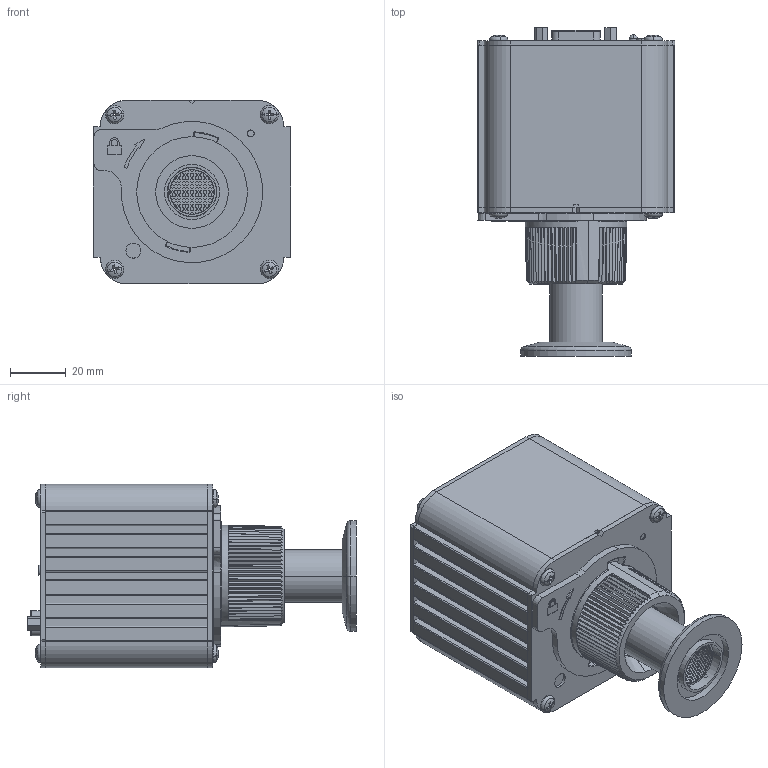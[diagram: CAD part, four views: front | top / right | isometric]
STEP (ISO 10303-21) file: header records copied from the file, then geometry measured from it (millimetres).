
FILE_DESCRIPTION (( 'STEP AP203' ), '1' );
FILE_NAME ('355410-1-YE-T.STEP', '2017-07-26T20:01:12', ( 'MKS' ), ( 'MKS' ), 'SwSTEP 2.0', 'SolidWorks 2015', '' );
FILE_SCHEMA (( 'CONFIG_CONTROL_DESIGN' ));
Length unit declared in the file: inch
Products named in the file (1): 355410-1-YE-T
Bounding box: 71.13 x 118.31 x 66.05 mm (x, y, z)
Surface area: 51863.8 mm2 (no closed solid volume)
Topology: 0 solids, 25 shells, 824 faces, 3912 edges, 3084 vertices
Faces by surface type: plane 554, cylinder 147, torus 55, cone 37, sphere 20, bspline 11
Entity records: 40381 total; most frequent: CARTESIAN_POINT 9987, DIRECTION 5786, ORIENTED_EDGE 5691, EDGE_CURVE 3874, VERTEX_POINT 3066, LINE 2560, VECTOR 2560, AXIS2_PLACEMENT_3D 1613
